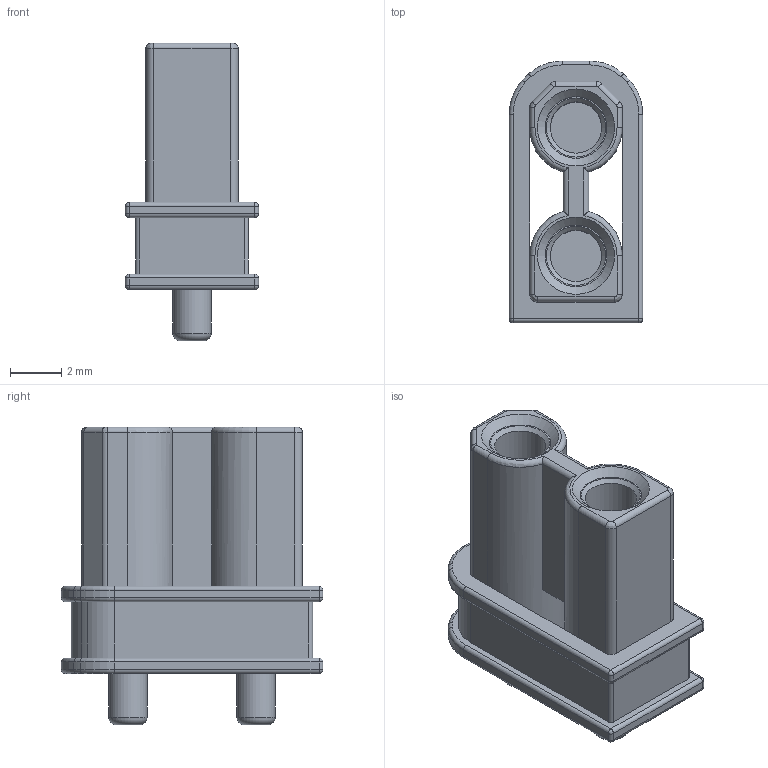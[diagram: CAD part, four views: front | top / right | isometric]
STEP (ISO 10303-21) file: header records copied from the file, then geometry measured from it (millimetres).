
FILE_DESCRIPTION(/* description */ ('STEP AP242','CAx-IF Rec.Pracs.---Representation and Presentation of Product Manufacturing Information (PMI)---4.0---2014-10-13','CAx-IF Rec.Pracs.---3D Tessellated Geometry---0.4---2014-09-14','2;1'),/* implementation_level */ '2;1');
FILE_NAME(/* name */ '6695ddd470ccb44bbb088919',/* time_stamp */ '2024-07-16T02:41:24Z',/* author */ (''),/* organization */ (''),/* preprocessor_version */ 'ST-DEVELOPER v20',/* originating_system */ ' ',/* authorisation */ ' ');
FILE_SCHEMA (('AP242_MANAGED_MODEL_BASED_3D_ENGINEERING_MIM_LF { 1 0 10303 442 1 1 4 }'));
Length unit declared in the file: metre
Products named in the file (4): Assembly; XT30UPB-F
Assembly tree (3 placements, depth 2):
  Assembly
    XT30UPB-F
    XT30UPB-F
    XT30UPB-F
Bounding box: 5.2 x 10.2 x 11.6 mm (x, y, z)
Volume: 222.6 mm3; surface area: 823.5 mm2
Topology: 3 solids, 3 shells, 152 faces, 348 edges, 198 vertices
Faces by surface type: cylinder 66, plane 38, torus 30, sphere 8, bspline 6, cone 4
Full cylindrical faces by diameter (mm): 1.5 x2, 2 x2, 2.4 x4
Entity records: 5380 total; most frequent: DIRECTION 810, CARTESIAN_POINT 782, ORIENTED_EDGE 652, AXIS2_PLACEMENT_3D 338, EDGE_CURVE 326, VERTEX_POINT 198, CIRCLE 188, EDGE_LOOP 178
